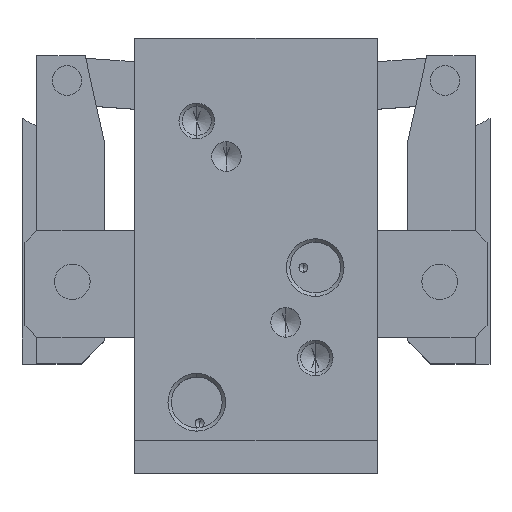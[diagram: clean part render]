
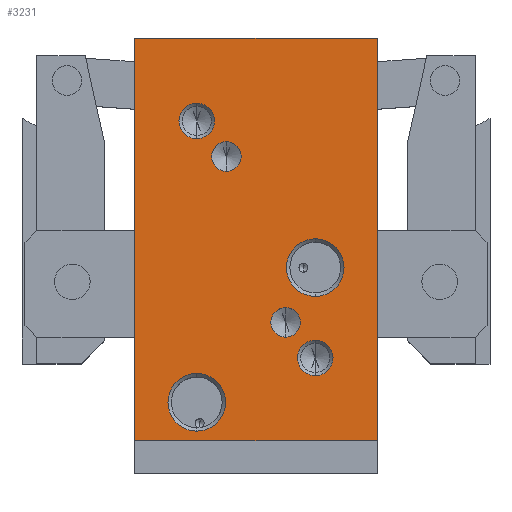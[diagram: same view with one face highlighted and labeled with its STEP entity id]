
A CAD part, top view. The second image highlights one B-rep face of the part: STEP entity #3231.
In plain terms, the highlighted planar face has unit normal (0, 0, 1).
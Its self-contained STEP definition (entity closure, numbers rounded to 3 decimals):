
#1715 = EDGE_CURVE( '', #4995, #4967, #5038, .T. );
#1765 = VERTEX_POINT( '', #5091 );
#1885 = EDGE_CURVE( '', #4967, #4995, #5222, .T. );
#1973 = VERTEX_POINT( '', #5317 );
#2195 = VERTEX_POINT( '', #5560 );
#2267 = EDGE_CURVE( '', #4685, #3981, #5643, .T. );
#2359 = VERTEX_POINT( '', #5753 );
#2463 = EDGE_CURVE( '', #2473, #4039, #5864, .T. );
#2473 = VERTEX_POINT( '', #5875 );
#2599 = EDGE_CURVE( '', #2195, #4841, #6009, .T. );
#2761 = VERTEX_POINT( '', #6201 );
#3209 = EDGE_CURVE( '', #2359, #4965, #6723, .T. );
#3231 = ADVANCED_FACE( '', ( #6745, #6746, #6747, #6748, #6749, #6750, #6751 ), #6752, .T. );
#3301 = VERTEX_POINT( '', #6826 );
#3335 = EDGE_CURVE( '', #3981, #4685, #6861, .T. );
#3817 = VERTEX_POINT( '', #7398 );
#3911 = EDGE_CURVE( '', #4841, #2195, #7502, .T. );
#3981 = VERTEX_POINT( '', #7579 );
#3989 = EDGE_CURVE( '', #2761, #1973, #7588, .T. );
#4039 = VERTEX_POINT( '', #7645 );
#4141 = EDGE_CURVE( '', #1973, #2761, #7763, .T. );
#4179 = EDGE_CURVE( '', #3817, #3301, #7806, .T. );
#4207 = VERTEX_POINT( '', #7839 );
#4419 = EDGE_CURVE( '', #3301, #3817, #8070, .T. );
#4497 = EDGE_CURVE( '', #4039, #4207, #8154, .T. );
#4567 = EDGE_CURVE( '', #4207, #1765, #8229, .T. );
#4669 = EDGE_CURVE( '', #1765, #2473, #8343, .T. );
#4685 = VERTEX_POINT( '', #8361 );
#4841 = VERTEX_POINT( '', #8539 );
#4869 = EDGE_CURVE( '', #4965, #2359, #8568, .T. );
#4965 = VERTEX_POINT( '', #8679 );
#4967 = VERTEX_POINT( '', #8681 );
#4995 = VERTEX_POINT( '', #8711 );
#5038 = CIRCLE( '', #8756, 4.864 );
#5091 = CARTESIAN_POINT( '', ( 20.5, 73.5, 27.5 ) );
#5222 = CIRCLE( '', #9035, 4.864 );
#5317 = CARTESIAN_POINT( '', ( -10., 16.864, 27.5 ) );
#5560 = CARTESIAN_POINT( '', ( 10., 22.5, 27.5 ) );
#5643 = CIRCLE( '', #9648, 2.5 );
#5753 = CARTESIAN_POINT( '', ( -5., 51., 27.5 ) );
#5864 = LINE( '', #9998, #9999 );
#5875 = CARTESIAN_POINT( '', ( -20.5, 73.5, 27.5 ) );
#6009 = CIRCLE( '', #10217, 3. );
#6201 = CARTESIAN_POINT( '', ( -10., 7.136, 27.5 ) );
#6723 = CIRCLE( '', #11218, 2.5 );
#6745 = FACE_OUTER_BOUND( '', #11250, .T. );
#6746 = FACE_BOUND( '', #11251, .T. );
#6747 = FACE_BOUND( '', #11252, .T. );
#6748 = FACE_BOUND( '', #11253, .T. );
#6749 = FACE_BOUND( '', #11254, .T. );
#6750 = FACE_BOUND( '', #11255, .T. );
#6751 = FACE_BOUND( '', #11256, .T. );
#6752 = PLANE( '', #11257 );
#6826 = CARTESIAN_POINT( '', ( -10., 62.5, 27.5 ) );
#6861 = CIRCLE( '', #11409, 2.5 );
#7398 = CARTESIAN_POINT( '', ( -10., 56.5, 27.5 ) );
#7502 = CIRCLE( '', #12356, 3. );
#7579 = CARTESIAN_POINT( '', ( 5., 28., 27.5 ) );
#7588 = CIRCLE( '', #12480, 4.864 );
#7645 = CARTESIAN_POINT( '', ( -20.5, 5.51, 27.5 ) );
#7763 = CIRCLE( '', #12749, 4.864 );
#7806 = CIRCLE( '', #12803, 3. );
#7839 = CARTESIAN_POINT( '', ( 20.5, 5.51, 27.5 ) );
#8070 = CIRCLE( '', #13172, 3. );
#8154 = LINE( '', #13290, #13291 );
#8229 = LINE( '', #13410, #13411 );
#8343 = LINE( '', #13561, #13562 );
#8361 = CARTESIAN_POINT( '', ( 5., 23., 27.5 ) );
#8539 = CARTESIAN_POINT( '', ( 10., 16.5, 27.5 ) );
#8568 = CIRCLE( '', #13883, 2.5 );
#8679 = CARTESIAN_POINT( '', ( -5., 56., 27.5 ) );
#8681 = CARTESIAN_POINT( '', ( 10., 39.614, 27.5 ) );
#8711 = CARTESIAN_POINT( '', ( 10., 29.886, 27.5 ) );
#8756 = AXIS2_PLACEMENT_3D( '', #14079, #14080, #14081 );
#9035 = AXIS2_PLACEMENT_3D( '', #14266, #14267, #14268 );
#9648 = AXIS2_PLACEMENT_3D( '', #14726, #14727, #14728 );
#9998 = CARTESIAN_POINT( '', ( -20.5, 73.5, 27.5 ) );
#9999 = VECTOR( '', #14973, 1. );
#10217 = AXIS2_PLACEMENT_3D( '', #15117, #15118, #15119 );
#11218 = AXIS2_PLACEMENT_3D( '', #16054, #16055, #16056 );
#11250 = EDGE_LOOP( '', ( #16073, #16074, #16075, #16076 ) );
#11251 = EDGE_LOOP( '', ( #16077, #16078 ) );
#11252 = EDGE_LOOP( '', ( #16079, #16080 ) );
#11253 = EDGE_LOOP( '', ( #16081, #16082 ) );
#11254 = EDGE_LOOP( '', ( #16083, #16084 ) );
#11255 = EDGE_LOOP( '', ( #16085, #16086 ) );
#11256 = EDGE_LOOP( '', ( #16087, #16088 ) );
#11257 = AXIS2_PLACEMENT_3D( '', #16089, #16090, #16091 );
#11409 = AXIS2_PLACEMENT_3D( '', #16176, #16177, #16178 );
#12356 = AXIS2_PLACEMENT_3D( '', #16921, #16922, #16923 );
#12480 = AXIS2_PLACEMENT_3D( '', #17029, #17030, #17031 );
#12749 = AXIS2_PLACEMENT_3D( '', #17254, #17255, #17256 );
#12803 = AXIS2_PLACEMENT_3D( '', #17322, #17323, #17324 );
#13172 = AXIS2_PLACEMENT_3D( '', #17623, #17624, #17625 );
#13290 = CARTESIAN_POINT( '', ( 0., 5.51, 27.5 ) );
#13291 = VECTOR( '', #17718, 1. );
#13410 = CARTESIAN_POINT( '', ( 20.5, 0., 27.5 ) );
#13411 = VECTOR( '', #17792, 1. );
#13561 = CARTESIAN_POINT( '', ( 20.5, 73.5, 27.5 ) );
#13562 = VECTOR( '', #17925, 1. );
#13883 = AXIS2_PLACEMENT_3D( '', #18168, #18169, #18170 );
#14079 = CARTESIAN_POINT( '', ( 10., 34.75, 27.5 ) );
#14080 = DIRECTION( '', ( 0., 0., -1. ) );
#14081 = DIRECTION( '', ( 0., 1., 0. ) );
#14266 = CARTESIAN_POINT( '', ( 10., 34.75, 27.5 ) );
#14267 = DIRECTION( '', ( 0., 0., -1. ) );
#14268 = DIRECTION( '', ( 0., 1., 0. ) );
#14726 = CARTESIAN_POINT( '', ( 5., 25.5, 27.5 ) );
#14727 = DIRECTION( '', ( 0., 0., -1. ) );
#14728 = DIRECTION( '', ( 0., 1., 0. ) );
#14973 = DIRECTION( '', ( 0., -1., 0. ) );
#15117 = CARTESIAN_POINT( '', ( 10., 19.5, 27.5 ) );
#15118 = DIRECTION( '', ( 0., 0., -1. ) );
#15119 = DIRECTION( '', ( 0., 1., 0. ) );
#16054 = CARTESIAN_POINT( '', ( -5., 53.5, 27.5 ) );
#16055 = DIRECTION( '', ( 0., 0., -1. ) );
#16056 = DIRECTION( '', ( 0., 1., 0. ) );
#16073 = ORIENTED_EDGE( '', *, *, #4497, .T. );
#16074 = ORIENTED_EDGE( '', *, *, #4567, .T. );
#16075 = ORIENTED_EDGE( '', *, *, #4669, .T. );
#16076 = ORIENTED_EDGE( '', *, *, #2463, .T. );
#16077 = ORIENTED_EDGE( '', *, *, #4869, .T. );
#16078 = ORIENTED_EDGE( '', *, *, #3209, .T. );
#16079 = ORIENTED_EDGE( '', *, *, #3335, .T. );
#16080 = ORIENTED_EDGE( '', *, *, #2267, .T. );
#16081 = ORIENTED_EDGE( '', *, *, #4419, .T. );
#16082 = ORIENTED_EDGE( '', *, *, #4179, .T. );
#16083 = ORIENTED_EDGE( '', *, *, #2599, .T. );
#16084 = ORIENTED_EDGE( '', *, *, #3911, .T. );
#16085 = ORIENTED_EDGE( '', *, *, #4141, .T. );
#16086 = ORIENTED_EDGE( '', *, *, #3989, .T. );
#16087 = ORIENTED_EDGE( '', *, *, #1885, .T. );
#16088 = ORIENTED_EDGE( '', *, *, #1715, .T. );
#16089 = CARTESIAN_POINT( '', ( 0., 0., 27.5 ) );
#16090 = DIRECTION( '', ( 0., 0., 1. ) );
#16091 = DIRECTION( '', ( 1., 0., 0. ) );
#16176 = CARTESIAN_POINT( '', ( 5., 25.5, 27.5 ) );
#16177 = DIRECTION( '', ( 0., 0., -1. ) );
#16178 = DIRECTION( '', ( 0., 1., 0. ) );
#16921 = CARTESIAN_POINT( '', ( 10., 19.5, 27.5 ) );
#16922 = DIRECTION( '', ( 0., 0., -1. ) );
#16923 = DIRECTION( '', ( 0., 1., 0. ) );
#17029 = CARTESIAN_POINT( '', ( -10., 12., 27.5 ) );
#17030 = DIRECTION( '', ( 0., 0., -1. ) );
#17031 = DIRECTION( '', ( 0., 1., 0. ) );
#17254 = CARTESIAN_POINT( '', ( -10., 12., 27.5 ) );
#17255 = DIRECTION( '', ( 0., 0., -1. ) );
#17256 = DIRECTION( '', ( 0., 1., 0. ) );
#17322 = CARTESIAN_POINT( '', ( -10., 59.5, 27.5 ) );
#17323 = DIRECTION( '', ( 0., 0., -1. ) );
#17324 = DIRECTION( '', ( 0., 1., 0. ) );
#17623 = CARTESIAN_POINT( '', ( -10., 59.5, 27.5 ) );
#17624 = DIRECTION( '', ( 0., 0., -1. ) );
#17625 = DIRECTION( '', ( 0., 1., 0. ) );
#17718 = DIRECTION( '', ( 1., 0., 0. ) );
#17792 = DIRECTION( '', ( 0., 1., 0. ) );
#17925 = DIRECTION( '', ( -1., 0., 0. ) );
#18168 = CARTESIAN_POINT( '', ( -5., 53.5, 27.5 ) );
#18169 = DIRECTION( '', ( 0., 0., -1. ) );
#18170 = DIRECTION( '', ( 0., 1., 0. ) );
